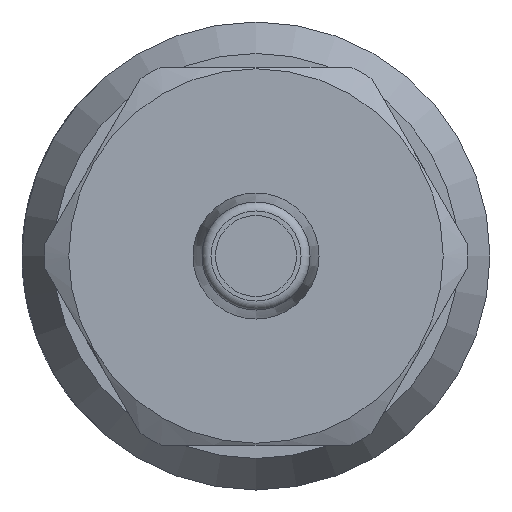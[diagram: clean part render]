
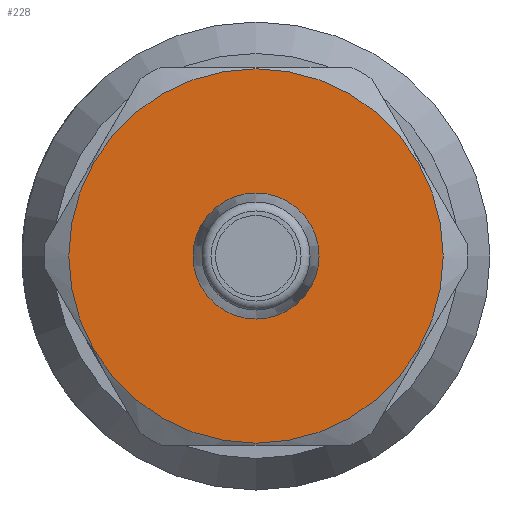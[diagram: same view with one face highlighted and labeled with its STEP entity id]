
A CAD part, left-side view. The second image highlights one B-rep face of the part: STEP entity #228.
In plain terms, the highlighted planar face has unit normal (-1, 0, 0).
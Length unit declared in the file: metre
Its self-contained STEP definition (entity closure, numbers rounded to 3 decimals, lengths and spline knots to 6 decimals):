
#228 = ADVANCED_FACE( 'NONE', ( #563, #564 ), #565, .T. );
#563 = FACE_OUTER_BOUND( '', #1041, .T. );
#564 = FACE_BOUND( '', #1042, .T. );
#565 = PLANE( '', #1043 );
#1041 = EDGE_LOOP( '', ( #1723 ) );
#1042 = EDGE_LOOP( '', ( #1724 ) );
#1043 = AXIS2_PLACEMENT_3D( '', #1725, #1726, #1727 );
#1723 = ORIENTED_EDGE( '', *, *, #2751, .T. );
#1724 = ORIENTED_EDGE( '', *, *, #2752, .F. );
#1725 = CARTESIAN_POINT( '', ( -0.055, -0.0035, 0. ) );
#1726 = DIRECTION( '', ( -1., 0., 0. ) );
#1727 = DIRECTION( '', ( 0., 0., 1. ) );
#2751 = EDGE_CURVE( 'NONE', #3343, #3343, #3344, .T. );
#2752 = EDGE_CURVE( 'NONE', #3345, #3345, #3346, .T. );
#3343 = VERTEX_POINT( '', #4782 );
#3344 = CIRCLE( '', #4783, 0.0104 );
#3345 = VERTEX_POINT( '', #4784 );
#3346 = CIRCLE( '', #4785, 0.0035 );
#4782 = CARTESIAN_POINT( '', ( -0.055, 0., -0.0104 ) );
#4783 = AXIS2_PLACEMENT_3D( '', #6252, #6253, #6254 );
#4784 = CARTESIAN_POINT( '', ( -0.055, 0., -0.0035 ) );
#4785 = AXIS2_PLACEMENT_3D( '', #6255, #6256, #6257 );
#6252 = CARTESIAN_POINT( '', ( -0.055, 0., 0. ) );
#6253 = DIRECTION( '', ( -1., 0., 0. ) );
#6254 = DIRECTION( '', ( 0., 0., -1. ) );
#6255 = CARTESIAN_POINT( '', ( -0.055, 0., 0. ) );
#6256 = DIRECTION( '', ( -1., 0., 0. ) );
#6257 = DIRECTION( '', ( 0., 0., -1. ) );
